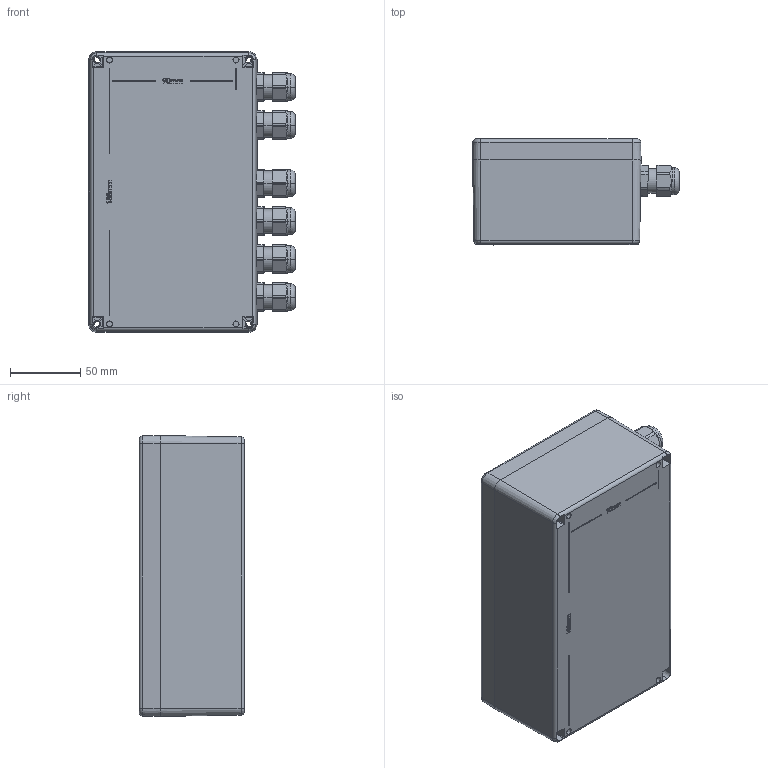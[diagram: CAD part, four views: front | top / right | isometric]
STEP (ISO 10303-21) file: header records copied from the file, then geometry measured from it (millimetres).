
FILE_DESCRIPTION(('FreeCAD Model'),'2;1');
FILE_NAME('LCI Case.step', '2017-04-24T09:40:06',('Author'),(''), 'Open CASCADE STEP processor 6.8','FreeCAD','Unknown');
FILE_SCHEMA(('AUTOMOTIVE_DESIGN_CC2 { 1 2 10303 214 -1 1 5 4 }'));
Length unit declared in the file: millimetre
Products named in the file (5): ASSEMBLY; Lid; Base_With_Gland_Holes; 4_Gland_Array; 2_Gland_Array
Assembly tree (4 placements, depth 2):
  ASSEMBLY
    Lid
    Base_With_Gland_Holes
    4_Gland_Array
    2_Gland_Array
Bounding box: 147.34 x 75.25 x 200 mm (x, y, z)
Volume: 298073.6 mm3; surface area: 230596.3 mm2
Topology: 8 solids, 8 shells, 1101 faces, 2872 edges, 1858 vertices
Faces by surface type: plane 554, cylinder 227, cone 200, bspline 88, torus 28, revolution 4
Full cylindrical faces by diameter (mm): 16 x6
Entity records: 135402 total; most frequent: CARTESIAN_POINT 82450, DIRECTION 8485, ORIENTED_EDGE 5728, PCURVE 5728, DEFINITIONAL_REPRESENTATION 5728, LINE 4346, VECTOR 4346, EDGE_CURVE 2864
